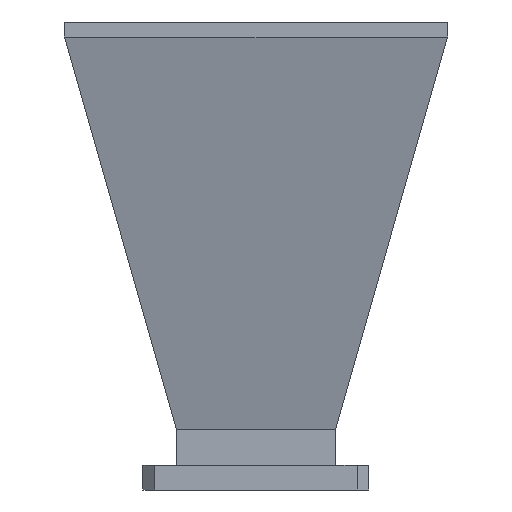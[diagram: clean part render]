
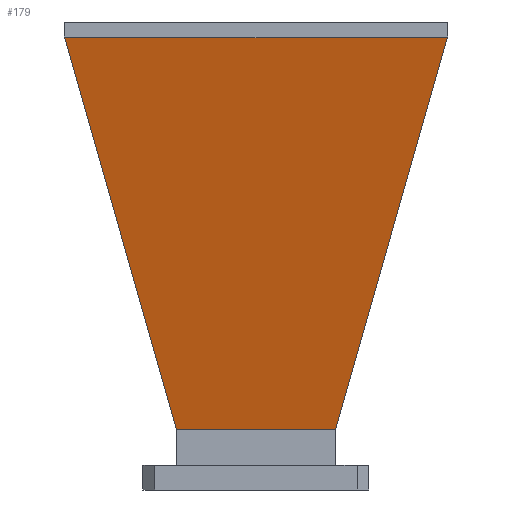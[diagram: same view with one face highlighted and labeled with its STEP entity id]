
A CAD part, left-side view. The second image highlights one B-rep face of the part: STEP entity #179.
In plain terms, the highlighted planar face has unit normal (-0.97, 0, -0.242).
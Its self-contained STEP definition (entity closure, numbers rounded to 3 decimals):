
#10 = VERTEX_POINT ( 'NONE', #406 ) ;
#86 = VERTEX_POINT ( 'NONE', #1187 ) ;
#137 = CARTESIAN_POINT ( 'NONE',  ( -35.972, 49.061, 150.235 ) ) ;
#179 = ADVANCED_FACE ( 'NONE', ( #758 ), #1076, .T. ) ;
#211 = VECTOR ( 'NONE', #1078, 1000. ) ;
#319 = ORIENTED_EDGE ( 'NONE', *, *, #412, .T. ) ;
#372 = CARTESIAN_POINT ( 'NONE',  ( -10.899, 0., 49.632 ) ) ;
#406 = CARTESIAN_POINT ( 'NONE',  ( -10.9, 20.389, 49.632 ) ) ;
#412 = EDGE_CURVE ( 'NONE', #10, #1382, #1232, .T. ) ;
#470 = LINE ( 'NONE', #1140, #1512 ) ;
#478 = DIRECTION ( 'NONE',  ( -0.97, 0., -0.242 ) ) ;
#502 = CARTESIAN_POINT ( 'NONE',  ( -23.801, 0., 101.398 ) ) ;
#613 = VECTOR ( 'NONE', #1256, 1000. ) ;
#641 = EDGE_LOOP ( 'NONE', ( #319, #1622, #848, #899 ) ) ;
#662 = DIRECTION ( 'NONE',  ( -0.233, -0.267, 0.935 ) ) ;
#722 = CARTESIAN_POINT ( 'NONE',  ( -10.9, -20.389, 49.632 ) ) ;
#737 = DIRECTION ( 'NONE',  ( 0.233, -0.267, -0.935 ) ) ;
#758 = FACE_OUTER_BOUND ( 'NONE', #641, .T. ) ;
#768 = VERTEX_POINT ( 'NONE', #1128 ) ;
#848 = ORIENTED_EDGE ( 'NONE', *, *, #1878, .T. ) ;
#885 = EDGE_CURVE ( 'NONE', #86, #10, #1768, .T. ) ;
#899 = ORIENTED_EDGE ( 'NONE', *, *, #885, .T. ) ;
#1021 = VECTOR ( 'NONE', #737, 1000. ) ;
#1076 = PLANE ( 'NONE',  #1449 ) ;
#1078 = DIRECTION ( 'NONE',  ( 0., -1., 0. ) ) ;
#1128 = CARTESIAN_POINT ( 'NONE',  ( -35.972, -49.061, 150.235 ) ) ;
#1140 = CARTESIAN_POINT ( 'NONE',  ( -10.899, -20.389, 49.632 ) ) ;
#1159 = EDGE_CURVE ( 'NONE', #1382, #768, #470, .T. ) ;
#1187 = CARTESIAN_POINT ( 'NONE',  ( -35.972, 49.061, 150.235 ) ) ;
#1232 = LINE ( 'NONE', #372, #211 ) ;
#1256 = DIRECTION ( 'NONE',  ( 0., 1., 0. ) ) ;
#1285 = CARTESIAN_POINT ( 'NONE',  ( -35.972, 0., 150.235 ) ) ;
#1382 = VERTEX_POINT ( 'NONE', #722 ) ;
#1449 = AXIS2_PLACEMENT_3D ( 'NONE', #502, #478, #1537 ) ;
#1512 = VECTOR ( 'NONE', #662, 1000. ) ;
#1537 = DIRECTION ( 'NONE',  ( -0.242, 0., 0.97 ) ) ;
#1622 = ORIENTED_EDGE ( 'NONE', *, *, #1159, .T. ) ;
#1735 = LINE ( 'NONE', #1285, #613 ) ;
#1768 = LINE ( 'NONE', #137, #1021 ) ;
#1878 = EDGE_CURVE ( 'NONE', #768, #86, #1735, .T. ) ;
